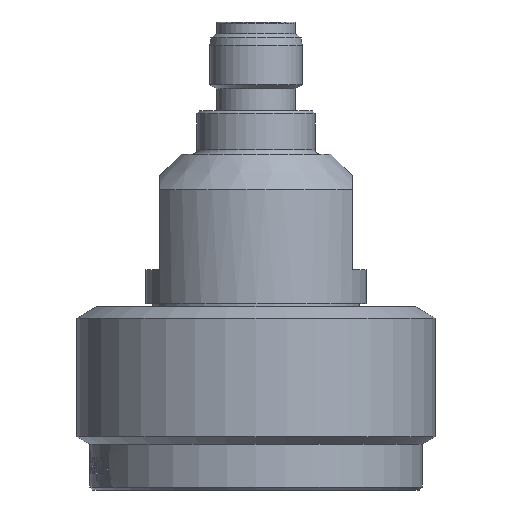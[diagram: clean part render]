
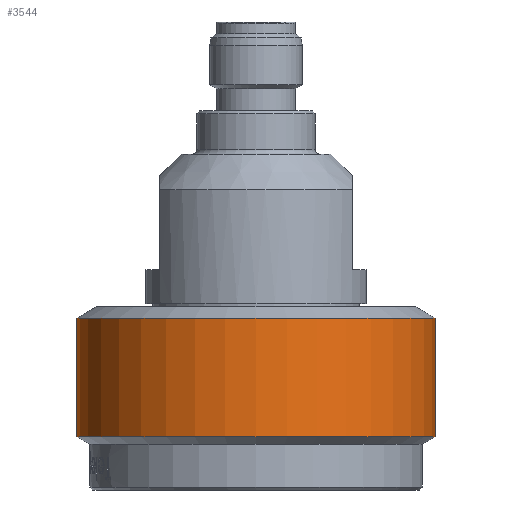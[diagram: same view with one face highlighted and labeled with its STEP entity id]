
A CAD part, front view. The second image highlights one B-rep face of the part: STEP entity #3544.
In plain terms, the highlighted cylindrical face has radius 12.1 mm (diameter 24.2 mm), a partial arc.
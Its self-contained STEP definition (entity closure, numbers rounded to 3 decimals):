
#547 = LINE ( 'NONE', #11486, #16316 ) ;
#1192 = CYLINDRICAL_SURFACE ( 'NONE', #8344, 12.1 ) ;
#1853 = CARTESIAN_POINT ( 'NONE',  ( 12.1, 0., -28.039 ) ) ;
#2376 = LINE ( 'NONE', #11491, #6415 ) ;
#2663 = CARTESIAN_POINT ( 'NONE',  ( 0., 0., -32.75 ) ) ;
#2915 = AXIS2_PLACEMENT_3D ( 'NONE', #8887, #4445, #4312 ) ;
#3544 = ADVANCED_FACE ( 'NONE', ( #13866 ), #1192, .T. ) ;
#3792 = VERTEX_POINT ( 'NONE', #13296 ) ;
#4312 = DIRECTION ( 'NONE',  ( -1., 0., 0. ) ) ;
#4373 = DIRECTION ( 'NONE',  ( 0., 0., -1. ) ) ;
#4445 = DIRECTION ( 'NONE',  ( 0., 0., -1. ) ) ;
#4988 = DIRECTION ( 'NONE',  ( 0., 0., -1. ) ) ;
#5123 = ORIENTED_EDGE ( 'NONE', *, *, #7286, .T. ) ;
#5221 = CARTESIAN_POINT ( 'NONE',  ( 12.1, 0., -20.009 ) ) ;
#5574 = EDGE_LOOP ( 'NONE', ( #7581, #5123, #9725, #17387 ) ) ;
#6415 = VECTOR ( 'NONE', #17784, 1000. ) ;
#6544 = VERTEX_POINT ( 'NONE', #15102 ) ;
#6905 = CIRCLE ( 'NONE', #16961, 12.1 ) ;
#7286 = EDGE_CURVE ( 'NONE', #7917, #3792, #6905, .T. ) ;
#7464 = CIRCLE ( 'NONE', #2915, 12.1 ) ;
#7581 = ORIENTED_EDGE ( 'NONE', *, *, #11615, .F. ) ;
#7698 = VERTEX_POINT ( 'NONE', #1853 ) ;
#7917 = VERTEX_POINT ( 'NONE', #5221 ) ;
#8344 = AXIS2_PLACEMENT_3D ( 'NONE', #2663, #15542, #11057 ) ;
#8887 = CARTESIAN_POINT ( 'NONE',  ( 0., 0., -28.039 ) ) ;
#9725 = ORIENTED_EDGE ( 'NONE', *, *, #16759, .T. ) ;
#11057 = DIRECTION ( 'NONE',  ( -1., 0., 0. ) ) ;
#11486 = CARTESIAN_POINT ( 'NONE',  ( 12.1, 0., -32.75 ) ) ;
#11491 = CARTESIAN_POINT ( 'NONE',  ( -12.1, 0., -32.75 ) ) ;
#11615 = EDGE_CURVE ( 'NONE', #7917, #7698, #547, .T. ) ;
#11647 = EDGE_CURVE ( 'NONE', #7698, #6544, #7464, .T. ) ;
#12588 = CARTESIAN_POINT ( 'NONE',  ( 0., 0., -20.009 ) ) ;
#13296 = CARTESIAN_POINT ( 'NONE',  ( -12.1, 0., -20.009 ) ) ;
#13866 = FACE_OUTER_BOUND ( 'NONE', #5574, .T. ) ;
#15102 = CARTESIAN_POINT ( 'NONE',  ( -12.1, 0., -28.039 ) ) ;
#15542 = DIRECTION ( 'NONE',  ( 0., 0., -1. ) ) ;
#15670 = DIRECTION ( 'NONE',  ( -1., 0., 0. ) ) ;
#16316 = VECTOR ( 'NONE', #4373, 1000. ) ;
#16759 = EDGE_CURVE ( 'NONE', #3792, #6544, #2376, .T. ) ;
#16961 = AXIS2_PLACEMENT_3D ( 'NONE', #12588, #4988, #15670 ) ;
#17387 = ORIENTED_EDGE ( 'NONE', *, *, #11647, .F. ) ;
#17784 = DIRECTION ( 'NONE',  ( 0., 0., -1. ) ) ;
